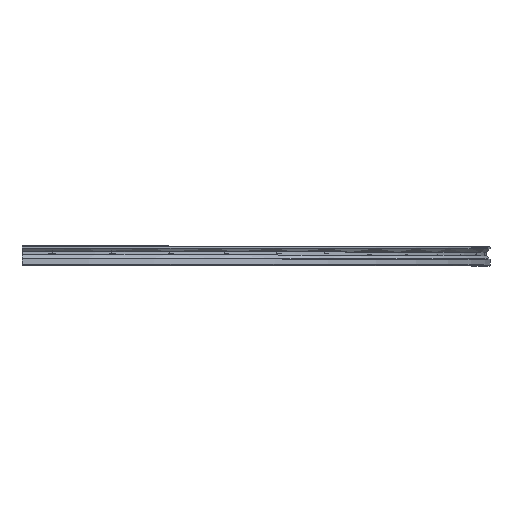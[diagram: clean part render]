
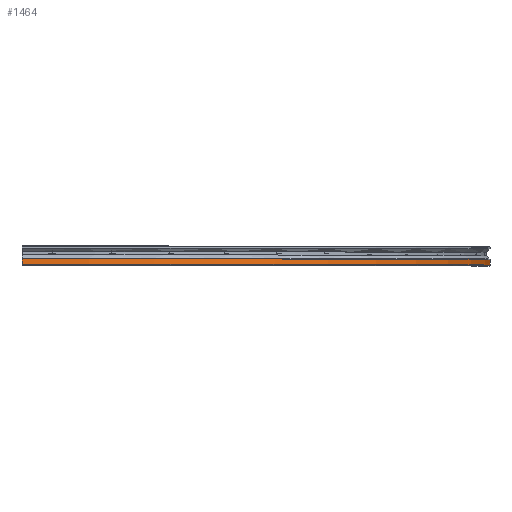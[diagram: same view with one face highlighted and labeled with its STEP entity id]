
A CAD part, top view. The second image highlights one B-rep face of the part: STEP entity #1464.
In plain terms, the highlighted cylindrical face has radius 510 mm (diameter 1020 mm), a partial arc.
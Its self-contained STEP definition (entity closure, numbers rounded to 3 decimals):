
#11 = ORIENTED_EDGE ( 'NONE', *, *, #1215, .F. ) ;
#54 = ORIENTED_EDGE ( 'NONE', *, *, #2685, .T. ) ;
#117 = DIRECTION ( 'NONE',  ( 0., 1., 0. ) ) ;
#192 = DIRECTION ( 'NONE',  ( 0., 0., 1. ) ) ;
#206 = FACE_OUTER_BOUND ( 'NONE', #418, .T. ) ;
#221 = CYLINDRICAL_SURFACE ( 'NONE', #1800, 510. ) ;
#231 = VECTOR ( 'NONE', #1581, 1000. ) ;
#287 = CARTESIAN_POINT ( 'NONE',  ( -500., 1., 510. ) ) ;
#394 = CARTESIAN_POINT ( 'NONE',  ( -500., 0., 0. ) ) ;
#418 = EDGE_LOOP ( 'NONE', ( #1228, #11, #2582, #54 ) ) ;
#461 = EDGE_CURVE ( 'NONE', #1242, #2184, #1839, .T. ) ;
#499 = CARTESIAN_POINT ( 'NONE',  ( -500., 6.936, 510. ) ) ;
#586 = VECTOR ( 'NONE', #1970, 1000. ) ;
#693 = CARTESIAN_POINT ( 'NONE',  ( -500., 1., 510. ) ) ;
#711 = CARTESIAN_POINT ( 'NONE',  ( 10., 1., 0. ) ) ;
#713 = DIRECTION ( 'NONE',  ( 0., 0., 1. ) ) ;
#838 = AXIS2_PLACEMENT_3D ( 'NONE', #2061, #117, #1847 ) ;
#940 = CARTESIAN_POINT ( 'NONE',  ( 10., 6.936, 0. ) ) ;
#1118 = DIRECTION ( 'NONE',  ( 0., 1., 0. ) ) ;
#1154 = CARTESIAN_POINT ( 'NONE',  ( -500., 1., 0. ) ) ;
#1215 = EDGE_CURVE ( 'NONE', #2162, #1242, #1542, .T. ) ;
#1228 = ORIENTED_EDGE ( 'NONE', *, *, #461, .F. ) ;
#1242 = VERTEX_POINT ( 'NONE', #499 ) ;
#1464 = ADVANCED_FACE ( 'NONE', ( #206 ), #221, .T. ) ;
#1542 = LINE ( 'NONE', #693, #586 ) ;
#1581 = DIRECTION ( 'NONE',  ( 0., 1., 0. ) ) ;
#1728 = AXIS2_PLACEMENT_3D ( 'NONE', #1154, #1118, #713 ) ;
#1747 = DIRECTION ( 'NONE',  ( 0., 1., 0. ) ) ;
#1800 = AXIS2_PLACEMENT_3D ( 'NONE', #394, #1747, #192 ) ;
#1839 = CIRCLE ( 'NONE', #838, 510. ) ;
#1847 = DIRECTION ( 'NONE',  ( 0., 0., 1. ) ) ;
#1970 = DIRECTION ( 'NONE',  ( 0., 1., 0. ) ) ;
#2044 = CIRCLE ( 'NONE', #1728, 510. ) ;
#2061 = CARTESIAN_POINT ( 'NONE',  ( -500., 6.936, 0. ) ) ;
#2123 = VERTEX_POINT ( 'NONE', #2462 ) ;
#2162 = VERTEX_POINT ( 'NONE', #287 ) ;
#2184 = VERTEX_POINT ( 'NONE', #940 ) ;
#2215 = EDGE_CURVE ( 'NONE', #2162, #2123, #2044, .T. ) ;
#2462 = CARTESIAN_POINT ( 'NONE',  ( 10., 1., 0. ) ) ;
#2582 = ORIENTED_EDGE ( 'NONE', *, *, #2215, .T. ) ;
#2654 = LINE ( 'NONE', #711, #231 ) ;
#2685 = EDGE_CURVE ( 'NONE', #2123, #2184, #2654, .T. ) ;
